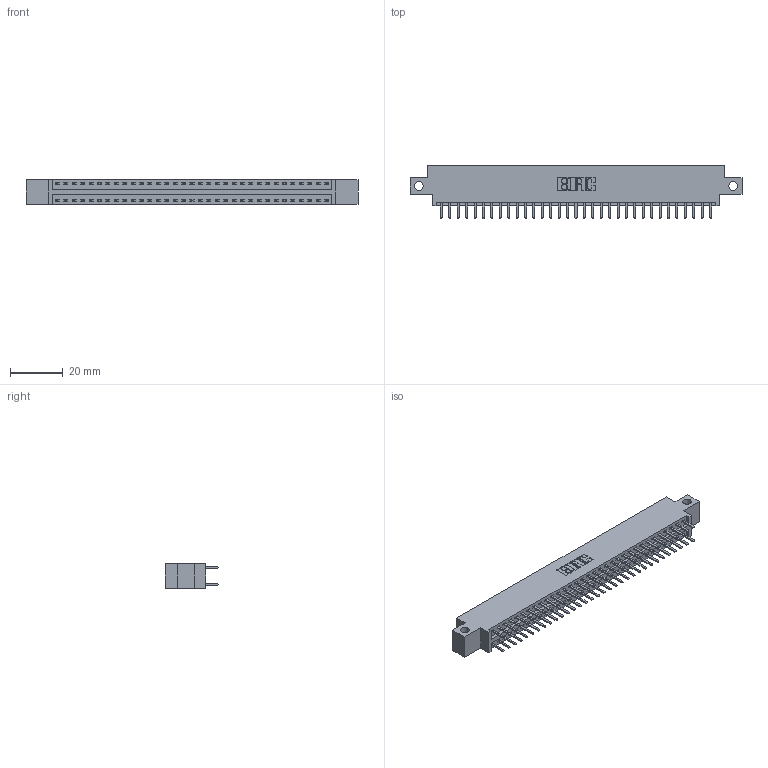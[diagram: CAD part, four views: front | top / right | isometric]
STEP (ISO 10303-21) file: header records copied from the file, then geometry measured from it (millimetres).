
FILE_DESCRIPTION (( 'STEP AP203' ), '1' );
FILE_NAME ('396-066-520-812.STEP', '2018-09-08T18:34:35', ( '' ), ( '' ), 'SwSTEP 2.0', 'SolidWorks 2016', '' );
FILE_SCHEMA (( 'CONFIG_CONTROL_DESIGN' ));
Length unit declared in the file: inch
Products named in the file (3): 346 Part_0.170 Offset - Side Mount; 345-292-001_345-293-120; 396-066-520-812
Assembly tree (67 placements, depth 2):
  396-066-520-812
    346 Part_0.170 Offset - Side Mount
    345-292-001_345-293-120  x66
Bounding box: 125.35 x 20.02 x 9.4 mm (x, y, z)
Volume: 564.9 mm3; surface area: 16147.4 mm2
Topology: 66 solids, 67 shells, 3821 faces, 11099 edges, 7222 vertices
Faces by surface type: plane 2521, cylinder 1300
Entity records: 22997 total; most frequent: CARTESIAN_POINT 3816, ORIENTED_EDGE 3738, DIRECTION 3401, EDGE_CURVE 1869, VECTOR 1601, LINE 1601, VERTEX_POINT 1242, AXIS2_PLACEMENT_3D 900
